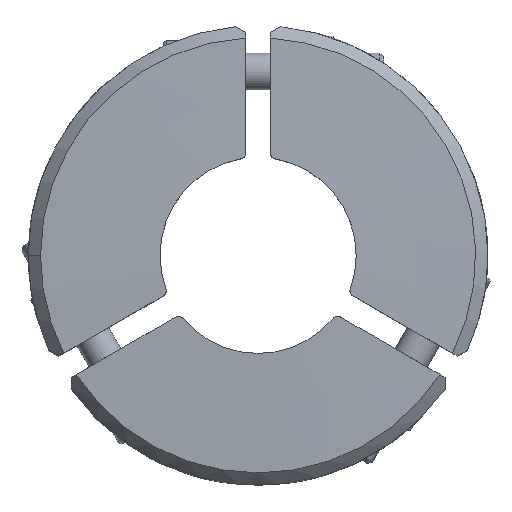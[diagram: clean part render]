
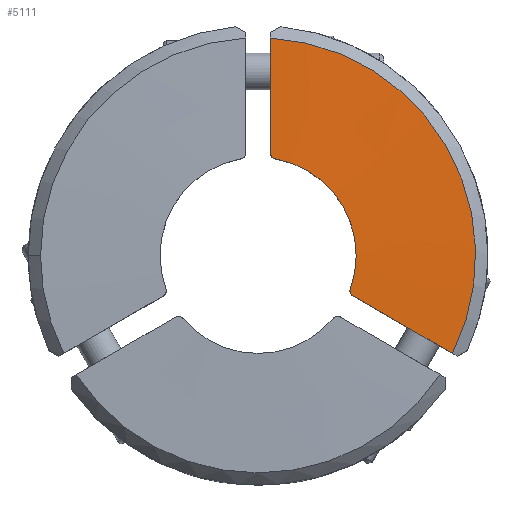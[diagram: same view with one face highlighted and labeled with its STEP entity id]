
A CAD part, top view. The second image highlights one B-rep face of the part: STEP entity #5111.
In plain terms, the highlighted conical face has half-angle 88 degrees and reference radius 35.501 mm.
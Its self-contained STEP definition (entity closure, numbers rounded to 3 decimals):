
#271 = ORIENTED_EDGE ( 'NONE', *, *, #5076, .T. ) ;
#385 = B_SPLINE_CURVE_WITH_KNOTS ( 'NONE', 3,
 ( #9374, #8619, #1103, #6370 ),
 .UNSPECIFIED., .F., .F.,
 ( 4, 4 ),
 ( 0., 0.019 ),
 .UNSPECIFIED. ) ;
#470 = AXIS2_PLACEMENT_3D ( 'NONE', #8109, #3612, #8865 ) ;
#475 = B_SPLINE_CURVE_WITH_KNOTS ( 'NONE', 3,
 ( #7738, #2411, #975, #6250, #1749, #7009, #2507, #7769, #3274, #8516 ),
 .UNSPECIFIED., .F., .F.,
 ( 4, 2, 2, 2, 4 ),
 ( 0., 0., 0.001, 0.001, 0.001 ),
 .UNSPECIFIED. ) ;
#633 = CARTESIAN_POINT ( 'NONE',  ( 2.824, 15.749, 10. ) ) ;
#975 = CARTESIAN_POINT ( 'NONE',  ( 15.346, -6.537, 9.976 ) ) ;
#1033 = CARTESIAN_POINT ( 'NONE',  ( 2., 16.733, 9.97 ) ) ;
#1065 = CARTESIAN_POINT ( 'NONE',  ( 2.383, 15.912, 9.997 ) ) ;
#1103 = CARTESIAN_POINT ( 'NONE',  ( 2., 29.208, 9.536 ) ) ;
#1215 = ORIENTED_EDGE ( 'NONE', *, *, #7547, .F. ) ;
#1421 = ORIENTED_EDGE ( 'NONE', *, *, #3953, .T. ) ;
#1449 = CARTESIAN_POINT ( 'NONE',  ( 14.991, -5.769, 9.998 ) ) ;
#1749 = CARTESIAN_POINT ( 'NONE',  ( 15.169, -6.344, 9.985 ) ) ;
#1830 = CARTESIAN_POINT ( 'NONE',  ( 2.824, 15.749, 10. ) ) ;
#1852 = VERTEX_POINT ( 'NONE', #6536 ) ;
#2070 = DIRECTION ( 'NONE',  ( -1., 0., 0. ) ) ;
#2217 = CARTESIAN_POINT ( 'NONE',  ( 15.051, -5.429, 10. ) ) ;
#2390 = CARTESIAN_POINT ( 'NONE',  ( 20.893, -9.753, 9.754 ) ) ;
#2411 = CARTESIAN_POINT ( 'NONE',  ( 15.415, -6.59, 9.973 ) ) ;
#2441 = FACE_OUTER_BOUND ( 'NONE', #7785, .T. ) ;
#2507 = CARTESIAN_POINT ( 'NONE',  ( 15.048, -6.112, 9.992 ) ) ;
#2670 = CIRCLE ( 'NONE', #3411, 16. ) ;
#2875 = CARTESIAN_POINT ( 'NONE',  ( 14.991, -5.652, 9.999 ) ) ;
#2902 = AXIS2_PLACEMENT_3D ( 'NONE', #7326, #8088, #2070 ) ;
#2994 = CARTESIAN_POINT ( 'NONE',  ( 16., 0., 10. ) ) ;
#3062 = DIRECTION ( 'NONE',  ( 0., 0., 1. ) ) ;
#3274 = CARTESIAN_POINT ( 'NONE',  ( 14.991, -5.856, 9.997 ) ) ;
#3306 = CARTESIAN_POINT ( 'NONE',  ( 14.991, -5.769, 9.998 ) ) ;
#3411 = AXIS2_PLACEMENT_3D ( 'NONE', #8047, #3552, #8818 ) ;
#3552 = DIRECTION ( 'NONE',  ( 0., 0., -1. ) ) ;
#3612 = DIRECTION ( 'NONE',  ( 0., 0., -1. ) ) ;
#3769 = VERTEX_POINT ( 'NONE', #633 ) ;
#3910 = CARTESIAN_POINT ( 'NONE',  ( 31.696, -15.99, 9.319 ) ) ;
#3953 = EDGE_CURVE ( 'NONE', #8230, #3769, #4746, .T. ) ;
#4006 = ORIENTED_EDGE ( 'NONE', *, *, #6223, .T. ) ;
#4030 = ORIENTED_EDGE ( 'NONE', *, *, #5074, .F. ) ;
#4036 = B_SPLINE_CURVE_WITH_KNOTS ( 'NONE', 3,
 ( #1449, #2875, #8956, #2217 ),
 .UNSPECIFIED., .F., .F.,
 ( 4, 4 ),
 ( 0.001, 0.001 ),
 .UNSPECIFIED. ) ;
#4254 = EDGE_CURVE ( 'NONE', #5023, #5356, #4036, .T. ) ;
#4420 = VERTEX_POINT ( 'NONE', #6231 ) ;
#4423 = B_SPLINE_CURVE_WITH_KNOTS ( 'NONE', 3,
 ( #5395, #2390, #8401, #3910 ),
 .UNSPECIFIED., .F., .F.,
 ( 4, 4 ),
 ( 0., 0.019 ),
 .UNSPECIFIED. ) ;
#4746 = B_SPLINE_CURVE_WITH_KNOTS ( 'NONE', 3,
 ( #1033, #5560, #5586, #1065, #6335, #1830 ),
 .UNSPECIFIED., .F., .F.,
 ( 4, 2, 4 ),
 ( 0., 0.001, 0.001 ),
 .UNSPECIFIED. ) ;
#5023 = VERTEX_POINT ( 'NONE', #3306 ) ;
#5026 = ORIENTED_EDGE ( 'NONE', *, *, #9743, .T. ) ;
#5074 = EDGE_CURVE ( 'NONE', #8230, #6853, #385, .T. ) ;
#5076 = EDGE_CURVE ( 'NONE', #7939, #5356, #2670, .T. ) ;
#5111 = ADVANCED_FACE ( 'NONE', ( #2441 ), #5957, .T. ) ;
#5132 = CIRCLE ( 'NONE', #8707, 35.501 ) ;
#5356 = VERTEX_POINT ( 'NONE', #5567 ) ;
#5395 = CARTESIAN_POINT ( 'NONE',  ( 15.491, -6.635, 9.97 ) ) ;
#5514 = CARTESIAN_POINT ( 'NONE',  ( 2., 35.445, 9.319 ) ) ;
#5527 = EDGE_CURVE ( 'NONE', #3769, #7939, #9603, .T. ) ;
#5560 = CARTESIAN_POINT ( 'NONE',  ( 2., 16.499, 9.978 ) ) ;
#5567 = CARTESIAN_POINT ( 'NONE',  ( 15.051, -5.429, 10. ) ) ;
#5586 = CARTESIAN_POINT ( 'NONE',  ( 2.082, 16.272, 9.986 ) ) ;
#5957 = CONICAL_SURFACE ( 'NONE', #2902, 35.501, 1.536 ) ;
#6223 = EDGE_CURVE ( 'NONE', #1852, #6853, #5132, .T. ) ;
#6231 = CARTESIAN_POINT ( 'NONE',  ( 15.491, -6.635, 9.97 ) ) ;
#6250 = CARTESIAN_POINT ( 'NONE',  ( 15.223, -6.414, 9.982 ) ) ;
#6335 = CARTESIAN_POINT ( 'NONE',  ( 2.593, 15.79, 10. ) ) ;
#6370 = CARTESIAN_POINT ( 'NONE',  ( 2., 35.445, 9.319 ) ) ;
#6536 = CARTESIAN_POINT ( 'NONE',  ( 31.696, -15.99, 9.319 ) ) ;
#6853 = VERTEX_POINT ( 'NONE', #5514 ) ;
#7009 = CARTESIAN_POINT ( 'NONE',  ( 15.082, -6.194, 9.989 ) ) ;
#7326 = CARTESIAN_POINT ( 'NONE',  ( 0., 0., 9.319 ) ) ;
#7502 = ORIENTED_EDGE ( 'NONE', *, *, #4254, .F. ) ;
#7547 = EDGE_CURVE ( 'NONE', #4420, #5023, #475, .T. ) ;
#7552 = CARTESIAN_POINT ( 'NONE',  ( 0., 0., 9.319 ) ) ;
#7577 = ORIENTED_EDGE ( 'NONE', *, *, #5527, .T. ) ;
#7738 = CARTESIAN_POINT ( 'NONE',  ( 15.491, -6.635, 9.97 ) ) ;
#7769 = CARTESIAN_POINT ( 'NONE',  ( 15.003, -5.943, 9.995 ) ) ;
#7785 = EDGE_LOOP ( 'NONE', ( #7577, #271, #7502, #1215, #5026, #4006, #4030, #1421 ) ) ;
#7939 = VERTEX_POINT ( 'NONE', #2994 ) ;
#7944 = CARTESIAN_POINT ( 'NONE',  ( 2., 16.733, 9.97 ) ) ;
#8047 = CARTESIAN_POINT ( 'NONE',  ( 0., 0., 10. ) ) ;
#8088 = DIRECTION ( 'NONE',  ( 0., 0., -1. ) ) ;
#8109 = CARTESIAN_POINT ( 'NONE',  ( 0., 0., 10. ) ) ;
#8230 = VERTEX_POINT ( 'NONE', #7944 ) ;
#8297 = DIRECTION ( 'NONE',  ( 0.866, -0.5, 0. ) ) ;
#8401 = CARTESIAN_POINT ( 'NONE',  ( 26.295, -12.872, 9.536 ) ) ;
#8516 = CARTESIAN_POINT ( 'NONE',  ( 14.991, -5.769, 9.998 ) ) ;
#8619 = CARTESIAN_POINT ( 'NONE',  ( 2., 22.97, 9.754 ) ) ;
#8707 = AXIS2_PLACEMENT_3D ( 'NONE', #7552, #3062, #8297 ) ;
#8818 = DIRECTION ( 'NONE',  ( 0.866, -0.5, 0. ) ) ;
#8865 = DIRECTION ( 'NONE',  ( 0.866, -0.5, 0. ) ) ;
#8956 = CARTESIAN_POINT ( 'NONE',  ( 15.011, -5.539, 10. ) ) ;
#9374 = CARTESIAN_POINT ( 'NONE',  ( 2., 16.733, 9.97 ) ) ;
#9603 = CIRCLE ( 'NONE', #470, 16. ) ;
#9743 = EDGE_CURVE ( 'NONE', #4420, #1852, #4423, .T. ) ;
